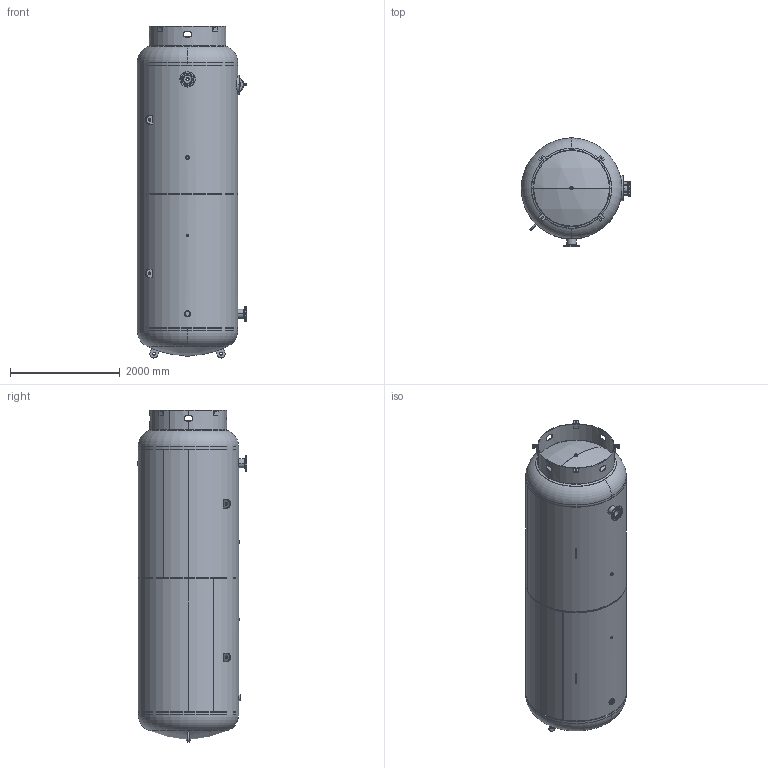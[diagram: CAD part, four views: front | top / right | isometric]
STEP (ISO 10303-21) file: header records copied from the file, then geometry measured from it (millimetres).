
FILE_DESCRIPTION (( 'STEP AP203' ), '1' );
FILE_NAME ('302457.STEP', '2012-03-05T14:40:43', ( '' ), ( '' ), 'SwSTEP 2.0', 'SolidWorks 2011', '' );
FILE_SCHEMA (( 'CONFIG_CONTROL_DESIGN' ));
Length unit declared in the file: inch
Products named in the file (1): 302457
Bounding box: 1990.63 x 2001.52 x 6041.67 mm (x, y, z)
Surface area: 70911658 mm2 (no closed solid volume)
Topology: 0 solids, 43 shells, 354 faces, 1096 edges, 765 vertices
Faces by surface type: cylinder 163, plane 126, torus 34, bspline 19, sphere 8, cone 4
Entity records: 19269 total; most frequent: CARTESIAN_POINT 9442, DIRECTION 2111, ORIENTED_EDGE 1829, EDGE_CURVE 1096, AXIS2_PLACEMENT_3D 834, VERTEX_POINT 765, CIRCLE 498, LINE 443
